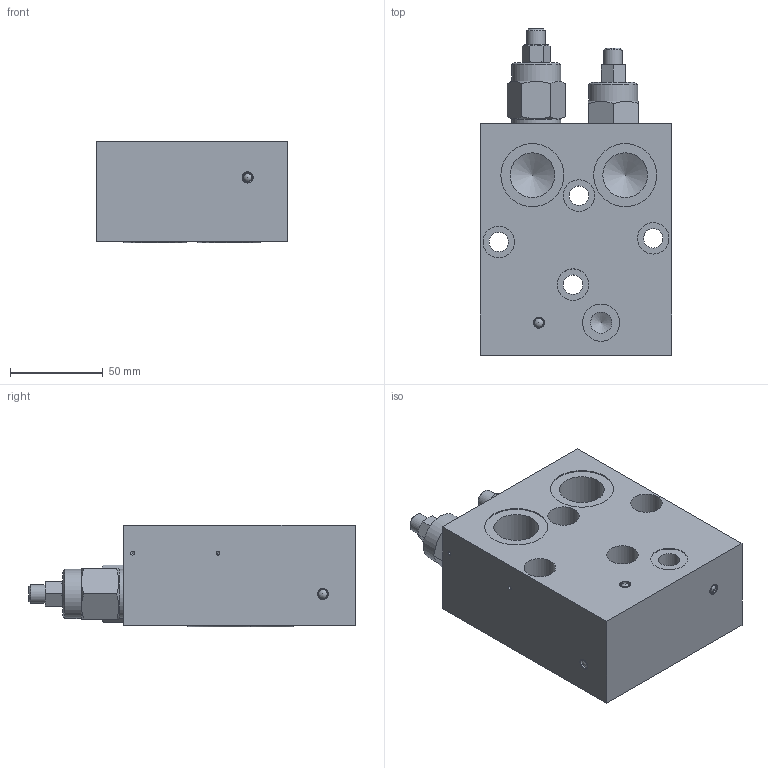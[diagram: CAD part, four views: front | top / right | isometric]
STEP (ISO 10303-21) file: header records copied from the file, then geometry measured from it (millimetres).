
FILE_DESCRIPTION( ( 'STEP AP214' ), '1' );
FILE_NAME( 'KPBT-250_1_D.stp', '2020-05-25T09:23:38', ( 'License CC BY-ND 4.0' ), ( 'CADENAS' ), ' ', 'PARTsolutions', ' ' );
FILE_SCHEMA( ( 'AUTOMOTIVE_DESIGN { 1 0 10303 214 1 1 1 1 }' ) );
Length unit declared in the file: millimetre
Products named in the file (1): _KPBT-250/1/D
Bounding box: 103 x 176 x 54.65 mm (x, y, z)
Volume: 674920.2 mm3; surface area: 73184.2 mm2
Topology: 1 solids, 3 shells, 175 faces, 387 edges, 243 vertices
Faces by surface type: plane 97, cylinder 40, cone 30, torus 5, sphere 3
Full cylindrical faces by diameter (mm): 2.1 x2, 4.9 x3, 5 x2, 6 x3, 8 x1, 10 x2, 10.5 x4, 11.445 x1, 13 x2, 17 x4, 20 x1, 23 x1, 24.117 x2, 26 x2, 26.5 x4, 32 x1, 34 x2, 34.6 x2
Entity records: 6067 total; most frequent: CARTESIAN_POINT 1169, DIRECTION 722, ORIENTED_EDGE 590, AXIS2_PLACEMENT_3D 300, EDGE_CURVE 295, EDGE_LOOP 277, VERTEX_POINT 226, FACE_OUTER_BOUND 219
